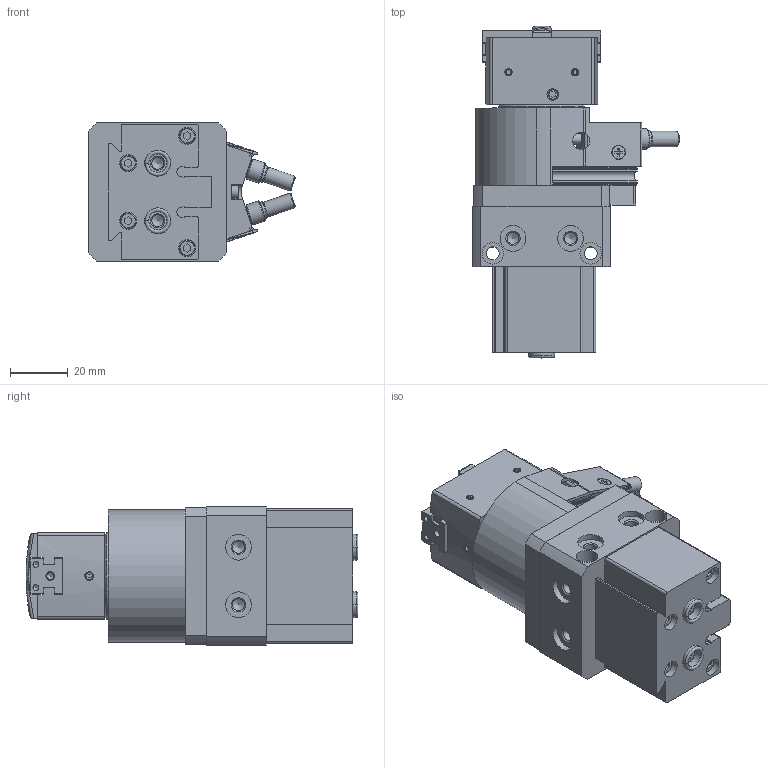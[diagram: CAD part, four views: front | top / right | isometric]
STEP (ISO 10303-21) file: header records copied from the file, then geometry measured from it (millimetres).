
FILE_DESCRIPTION(/* description */ ('STEP AP214'),/* implementation_level */ '2;1');
FILE_NAME(/* name */ '1187957_HGDS-PP-12-YSRT-A-B',/* time_stamp */ '2024-08-26T14:20:47+02:00',/* author */ ('License CC BY-ND 4.0'),/* organization */ ('CADENAS'),/* preprocessor_version */ 'ST-DEVELOPER v19.3',/* originating_system */ 'PARTsolutions',/* authorisation */ ' ');
FILE_SCHEMA (('AUTOMOTIVE_DESIGN {1 0 10303 214 3 1 1}'));
Length unit declared in the file: millimetre
Products named in the file (11): 1187957 HGDS-PP-12-YSRT-A-B--(1_0_0); 1187957 HGDS-PP-12-YSRT-A-B---(SR); 1190224 12; 570506 DYSC-4-4-Y1F---(SD_0); 666817 DSMH-10; DIN 965 AM2.5x6; 686853 DSMH-10; 1205692 HGDS-12-B; 1205687 HGDS-12-B; 674925 HGDS-12; 8137184 ZBH-9-B
Assembly tree (16 placements, depth 2):
  1187957 HGDS-PP-12-YSRT-A-B--(1_0_0)
    1187957 HGDS-PP-12-YSRT-A-B---(SR)
    1190224 12  x2
    570506 DYSC-4-4-Y1F---(SD_0)  x2
    666817 DSMH-10
    DIN 965 AM2.5x6  x2
    686853 DSMH-10
    1205692 HGDS-12-B
    1205687 HGDS-12-B  x2
    674925 HGDS-12  x2
    8137184 ZBH-9-B  x2
Bounding box: 71.8 x 115.3 x 48 mm (x, y, z)
Volume: 162562.9 mm3; surface area: 52553.6 mm2
Topology: 16 solids, 18 shells, 966 faces, 2442 edges, 1585 vertices
Faces by surface type: plane 569, cylinder 250, cone 121, torus 22, sphere 4
Full cylindrical faces by diameter (mm): 1.5 x1, 1.59 x2, 2 x10, 2.013 x2, 2.459 x8, 2.5 x4, 3.242 x6, 3.5 x4, 3.7 x2, 4 x14, 4.134 x12, 4.5 x3, 4.7 x2, 5.35 x2, 5.459 x4, 5.5 x4, 6 x8, 7 x6, 7.3 x2, 7.5 x4, 8 x2, 9 x8, 15.5 x1, 19 x1, 30 x3
Entity records: 24481 total; most frequent: CARTESIAN_POINT 4152, DIRECTION 3925, ORIENTED_EDGE 3578, EDGE_CURVE 1789, AXIS2_PLACEMENT_3D 1378, VERTEX_POINT 1292, LINE 1169, VECTOR 1169
